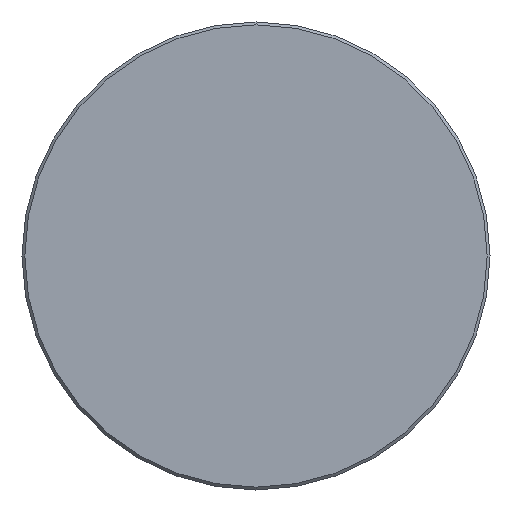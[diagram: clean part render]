
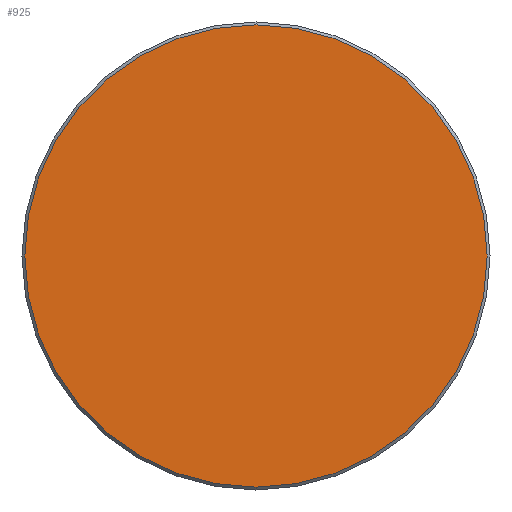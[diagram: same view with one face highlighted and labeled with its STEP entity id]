
A CAD part, left-side view. The second image highlights one B-rep face of the part: STEP entity #925.
In plain terms, the highlighted planar face has unit normal (-1, 0, 0).
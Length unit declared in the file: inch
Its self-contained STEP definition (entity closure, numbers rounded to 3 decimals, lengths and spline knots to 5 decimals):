
#27 = AXIS2_PLACEMENT_3D ( 'NONE', #762, #342, #411 ) ;
#61 = CIRCLE ( 'NONE', #621, 2.034 ) ;
#104 = EDGE_CURVE ( 'NONE', #156, #754, #278, .T. ) ;
#121 = CARTESIAN_POINT ( 'NONE',  ( -9.81, 2.064, 0. ) ) ;
#156 = VERTEX_POINT ( 'NONE', #438 ) ;
#185 = DIRECTION ( 'NONE',  ( -1., 0., 0. ) ) ;
#256 = DIRECTION ( 'NONE',  ( -1., 0., 0. ) ) ;
#278 = CIRCLE ( 'NONE', #27, 2.034 ) ;
#288 = FACE_OUTER_BOUND ( 'NONE', #306, .T. ) ;
#303 = AXIS2_PLACEMENT_3D ( 'NONE', #121, #185, #533 ) ;
#306 = EDGE_LOOP ( 'NONE', ( #799, #876 ) ) ;
#314 = CARTESIAN_POINT ( 'NONE',  ( -9.81, 0., -2.034 ) ) ;
#342 = DIRECTION ( 'NONE',  ( -1., 0., 0. ) ) ;
#411 = DIRECTION ( 'NONE',  ( 0., 0., 1. ) ) ;
#438 = CARTESIAN_POINT ( 'NONE',  ( -9.81, 0., 2.034 ) ) ;
#464 = DIRECTION ( 'NONE',  ( 0., 0., 1. ) ) ;
#533 = DIRECTION ( 'NONE',  ( 0., 0., 1. ) ) ;
#603 = PLANE ( 'NONE',  #303 ) ;
#621 = AXIS2_PLACEMENT_3D ( 'NONE', #735, #256, #464 ) ;
#735 = CARTESIAN_POINT ( 'NONE',  ( -9.81, 0., 0. ) ) ;
#754 = VERTEX_POINT ( 'NONE', #314 ) ;
#762 = CARTESIAN_POINT ( 'NONE',  ( -9.81, 0., 0. ) ) ;
#799 = ORIENTED_EDGE ( 'NONE', *, *, #896, .T. ) ;
#876 = ORIENTED_EDGE ( 'NONE', *, *, #104, .T. ) ;
#896 = EDGE_CURVE ( 'NONE', #754, #156, #61, .T. ) ;
#925 = ADVANCED_FACE ( 'NONE', ( #288 ), #603, .T. ) ;
